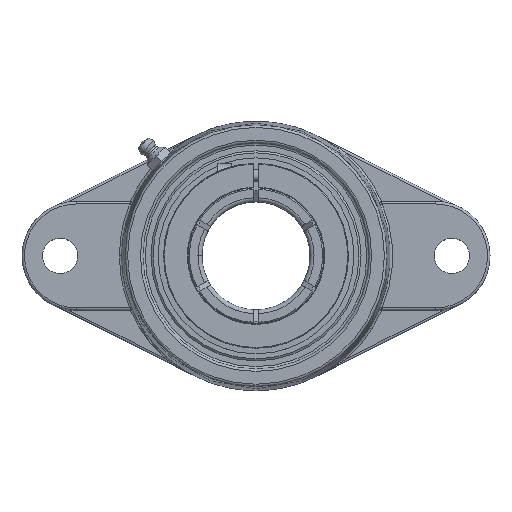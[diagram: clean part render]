
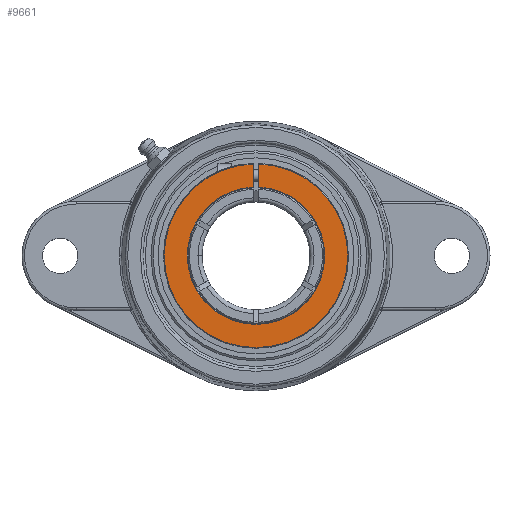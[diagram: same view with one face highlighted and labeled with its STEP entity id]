
A CAD part, top view. The second image highlights one B-rep face of the part: STEP entity #9661.
In plain terms, the highlighted planar face has unit normal (0, 0, 1).
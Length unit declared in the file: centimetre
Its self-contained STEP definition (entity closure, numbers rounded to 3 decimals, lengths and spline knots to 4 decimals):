
#9390=CARTESIAN_POINT('',(0.1,2.523,1.1));
#9391=VERTEX_POINT('',#9390);
#9418=CARTESIAN_POINT('',(-0.1,2.523,1.1));
#9419=VERTEX_POINT('',#9418);
#9426=CARTESIAN_POINT('',(0.,0.,1.1));
#9427=DIRECTION('',(0.,0.,1.));
#9428=DIRECTION('',(-0.,-1.,0.));
#9429=AXIS2_PLACEMENT_3D('',#9426,#9427,#9428);
#9430=CIRCLE('',#9429,2.525);
#9431=EDGE_CURVE('',#9419,#9391,#9430,.T.);
#9494=CARTESIAN_POINT('',(0.1,3.3735,1.1));
#9495=VERTEX_POINT('',#9494);
#9496=CARTESIAN_POINT('',(0.1,12346.2498,1.1));
#9497=DIRECTION('',(0.,-1.,0.));
#9498=VECTOR('',#9497,24690.);
#9499=LINE('',#9496,#9498);
#9500=EDGE_CURVE('',#9495,#9391,#9499,.T.);
#9608=CARTESIAN_POINT('',(-0.1,3.3735,1.1));
#9609=VERTEX_POINT('',#9608);
#9635=CARTESIAN_POINT('',(0.,0.,1.1));
#9636=DIRECTION('',(0.,-0.,-1.));
#9637=DIRECTION('',(0.,-1.,0.));
#9638=AXIS2_PLACEMENT_3D('',#9635,#9636,#9637);
#9639=CIRCLE('',#9638,3.375);
#9640=EDGE_CURVE('',#9495,#9609,#9639,.T.);
#9645=CARTESIAN_POINT('',(0.,0.,1.1));
#9646=DIRECTION('',(0.,0.,1.));
#9647=DIRECTION('',(1.,0.,0.));
#9648=AXIS2_PLACEMENT_3D('',#9645,#9646,#9647);
#9649=PLANE('',#9648);
#9650=ORIENTED_EDGE('',*,*,#9431,.F.);
#9651=CARTESIAN_POINT('',(-0.1,-12343.7502,1.1));
#9652=DIRECTION('',(-0.,1.,0.));
#9653=VECTOR('',#9652,24690.);
#9654=LINE('',#9651,#9653);
#9655=EDGE_CURVE('',#9419,#9609,#9654,.T.);
#9656=ORIENTED_EDGE('',*,*,#9655,.T.);
#9657=ORIENTED_EDGE('',*,*,#9640,.F.);
#9658=ORIENTED_EDGE('',*,*,#9500,.T.);
#9659=EDGE_LOOP('',(#9650,#9656,#9657,#9658));
#9660=FACE_BOUND('',#9659,.T.);
#9661=ADVANCED_FACE('',(#9660),#9649,.T.);
